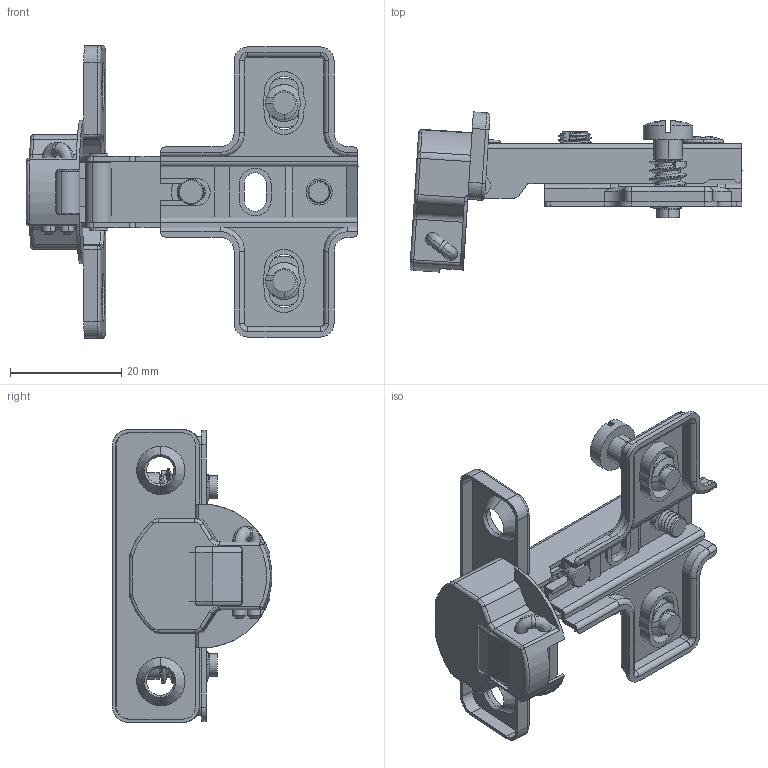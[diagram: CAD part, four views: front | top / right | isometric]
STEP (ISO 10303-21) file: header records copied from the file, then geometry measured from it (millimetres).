
FILE_DESCRIPTION (( 'STEP AP214' ), '1' );
FILE_NAME ('F000137-CLOSED_3D.step', '2022-06-06T12:59:33', ( '' ), ( '' ), 'SwSTEP 2.0', 'SolidWorks 2020', '' );
FILE_SCHEMA (( 'AUTOMOTIVE_DESIGN' ));
Length unit declared in the file: millimetre
Products named in the file (11): U渀-1-NS30; C06樓詢瞳豝SLDPRT-1-NS30; C06覃誹蹟佪-1-NS30; C06須豝-1-NS30; C03嘐隅蹟佪-7-NS30; C06眻旋-1-NS30; C06侐謂-1-NS30; C06-H0D-NS30; 穩隊-1-NS30; H14圉埴芛韁粔蹟佪-2-NS30; F000137-CLOSED_3D
Assembly tree (12 placements, depth 2):
  F000137-CLOSED_3D
    C06眻旋-1-NS30
    C06須豝-1-NS30
    C06侐謂-1-NS30
    C06樓詢瞳豝SLDPRT-1-NS30
    C06覃誹蹟佪-1-NS30
    U渀-1-NS30
    穩隊-1-NS30  x2
    C03嘐隅蹟佪-7-NS30
    C06-H0D-NS30
    H14圉埴芛韁粔蹟佪-2-NS30  x2
Bounding box: 59.72 x 28.77 x 52.7 mm (x, y, z)
Volume: 6193.1 mm3; surface area: 14957.4 mm2
Topology: 12 solids, 12 shells, 1029 faces, 2742 edges, 1753 vertices
Faces by surface type: cylinder 433, plane 427, bspline 108, cone 57, torus 4
Entity records: 36057 total; most frequent: CARTESIAN_POINT 12810, ORIENTED_EDGE 5016, DIRECTION 4570, EDGE_CURVE 2508, AXIS2_PLACEMENT_3D 1629, VERTEX_POINT 1606, VECTOR 1312, LINE 1312
